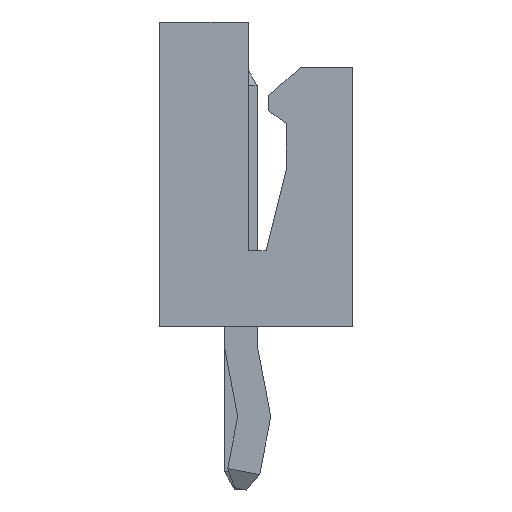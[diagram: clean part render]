
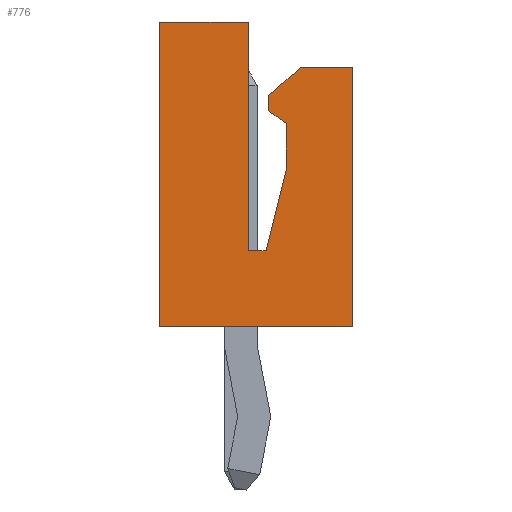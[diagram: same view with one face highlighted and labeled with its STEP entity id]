
A CAD part, left-side view. The second image highlights one B-rep face of the part: STEP entity #776.
In plain terms, the highlighted planar face has unit normal (-1, 0, 0).
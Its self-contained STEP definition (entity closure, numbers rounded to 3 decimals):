
#776 = ADVANCED_FACE( '', ( #1517 ), #1518, .T. );
#1517 = FACE_OUTER_BOUND( '', #2238, .T. );
#1518 = PLANE( '', #2239 );
#2238 = EDGE_LOOP( '', ( #4227, #4228, #4229, #4230, #4231, #4232, #4233, #4234, #4235, #4236, #4237, #4238 ) );
#2239 = AXIS2_PLACEMENT_3D( '', #4239, #4240, #4241 );
#4227 = ORIENTED_EDGE( '', *, *, #4727, .F. );
#4228 = ORIENTED_EDGE( '', *, *, #5225, .T. );
#4229 = ORIENTED_EDGE( '', *, *, #4542, .F. );
#4230 = ORIENTED_EDGE( '', *, *, #5247, .F. );
#4231 = ORIENTED_EDGE( '', *, *, #5140, .T. );
#4232 = ORIENTED_EDGE( '', *, *, #4771, .F. );
#4233 = ORIENTED_EDGE( '', *, *, #5072, .F. );
#4234 = ORIENTED_EDGE( '', *, *, #5236, .F. );
#4235 = ORIENTED_EDGE( '', *, *, #5252, .F. );
#4236 = ORIENTED_EDGE( '', *, *, #5016, .F. );
#4237 = ORIENTED_EDGE( '', *, *, #5230, .F. );
#4238 = ORIENTED_EDGE( '', *, *, #5105, .F. );
#4239 = CARTESIAN_POINT( '', ( -12.5, -1.9, -3. ) );
#4240 = DIRECTION( '', ( -1., 0., 0. ) );
#4241 = DIRECTION( '', ( 0., 0., 1. ) );
#4542 = EDGE_CURVE( '', #5460, #5462, #5463, .T. );
#4727 = EDGE_CURVE( '', #5787, #5789, #5790, .T. );
#4771 = EDGE_CURVE( '', #5855, #5857, #5858, .T. );
#5016 = EDGE_CURVE( '', #6208, #6210, #6211, .T. );
#5072 = EDGE_CURVE( '', #6280, #5855, #6282, .T. );
#5105 = EDGE_CURVE( '', #5789, #6319, #6320, .T. );
#5140 = EDGE_CURVE( '', #6365, #5857, #6366, .T. );
#5225 = EDGE_CURVE( '', #5787, #5462, #6462, .T. );
#5230 = EDGE_CURVE( '', #6319, #6208, #6467, .T. );
#5236 = EDGE_CURVE( '', #6472, #6280, #6474, .T. );
#5247 = EDGE_CURVE( '', #6365, #5460, #6486, .T. );
#5252 = EDGE_CURVE( '', #6210, #6472, #6491, .T. );
#5460 = VERTEX_POINT( '', #6782 );
#5462 = VERTEX_POINT( '', #6785 );
#5463 = LINE( '', #6786, #6787 );
#5787 = VERTEX_POINT( '', #7267 );
#5789 = VERTEX_POINT( '', #7270 );
#5790 = LINE( '', #7271, #7272 );
#5855 = VERTEX_POINT( '', #7370 );
#5857 = VERTEX_POINT( '', #7373 );
#5858 = LINE( '', #7374, #7375 );
#6208 = VERTEX_POINT( '', #7899 );
#6210 = VERTEX_POINT( '', #7902 );
#6211 = LINE( '', #7903, #7904 );
#6280 = VERTEX_POINT( '', #8008 );
#6282 = LINE( '', #8011, #8012 );
#6319 = VERTEX_POINT( '', #8073 );
#6320 = LINE( '', #8074, #8075 );
#6365 = VERTEX_POINT( '', #8145 );
#6366 = LINE( '', #8146, #8147 );
#6462 = LINE( '', #8288, #8289 );
#6467 = LINE( '', #8295, #8296 );
#6472 = VERTEX_POINT( '', #8302 );
#6474 = LINE( '', #8305, #8306 );
#6486 = LINE( '', #8320, #8321 );
#6491 = LINE( '', #8328, #8329 );
#6782 = CARTESIAN_POINT( '', ( -12.5, 1.9, -3. ) );
#6785 = CARTESIAN_POINT( '', ( -12.5, 1.9, 3. ) );
#6786 = CARTESIAN_POINT( '', ( -12.5, 1.9, -3. ) );
#6787 = VECTOR( '', #8446, 1000. );
#7267 = CARTESIAN_POINT( '', ( -12.5, 0.15, 3. ) );
#7270 = CARTESIAN_POINT( '', ( -12.5, 0.15, -1.5 ) );
#7271 = CARTESIAN_POINT( '', ( -12.5, 0.15, -1.5 ) );
#7272 = VECTOR( '', #8604, 1000. );
#7370 = CARTESIAN_POINT( '', ( -12.5, -0.87, 2.1 ) );
#7373 = CARTESIAN_POINT( '', ( -12.5, -1.9, 2.1 ) );
#7374 = CARTESIAN_POINT( '', ( -12.5, -0.87, 2.1 ) );
#7375 = VECTOR( '', #8639, 1000. );
#7899 = CARTESIAN_POINT( '', ( -12.5, -0.6, 0.1 ) );
#7902 = CARTESIAN_POINT( '', ( -12.5, -0.6, 1. ) );
#7903 = CARTESIAN_POINT( '', ( -12.5, -0.6, 1. ) );
#7904 = VECTOR( '', #8833, 1000. );
#8008 = CARTESIAN_POINT( '', ( -12.5, -0.25, 1.55 ) );
#8011 = CARTESIAN_POINT( '', ( -12.5, -0.25, 1.55 ) );
#8012 = VECTOR( '', #8876, 1000. );
#8073 = CARTESIAN_POINT( '', ( -12.5, -0.2, -1.5 ) );
#8074 = CARTESIAN_POINT( '', ( -12.5, 0.15, -1.5 ) );
#8075 = VECTOR( '', #8901, 1000. );
#8145 = CARTESIAN_POINT( '', ( -12.5, -1.9, -3. ) );
#8146 = CARTESIAN_POINT( '', ( -12.5, -1.9, -3. ) );
#8147 = VECTOR( '', #8927, 1000. );
#8288 = CARTESIAN_POINT( '', ( -12.5, -1.9, 3. ) );
#8289 = VECTOR( '', #8973, 1000. );
#8295 = CARTESIAN_POINT( '', ( -12.5, -0.2, -1.5 ) );
#8296 = VECTOR( '', #8975, 1000. );
#8302 = CARTESIAN_POINT( '', ( -12.5, -0.25, 1.25 ) );
#8305 = CARTESIAN_POINT( '', ( -12.5, -0.25, 1.55 ) );
#8306 = VECTOR( '', #8978, 1000. );
#8320 = CARTESIAN_POINT( '', ( -12.5, -1.9, -3. ) );
#8321 = VECTOR( '', #8981, 1000. );
#8328 = CARTESIAN_POINT( '', ( -12.5, -0.25, 1.25 ) );
#8329 = VECTOR( '', #8984, 1000. );
#8446 = DIRECTION( '', ( 0., 0., 1. ) );
#8604 = DIRECTION( '', ( 0., 0., -1. ) );
#8639 = DIRECTION( '', ( 0., -1., 0. ) );
#8833 = DIRECTION( '', ( 0., 0., 1. ) );
#8876 = DIRECTION( '', ( 0., -0.748, 0.664 ) );
#8901 = DIRECTION( '', ( 0., -1., 0. ) );
#8927 = DIRECTION( '', ( 0., 0., 1. ) );
#8973 = DIRECTION( '', ( 0., 1., 0. ) );
#8975 = DIRECTION( '', ( 0., -0.243, 0.97 ) );
#8978 = DIRECTION( '', ( 0., 0., 1. ) );
#8981 = DIRECTION( '', ( 0., 1., 0. ) );
#8984 = DIRECTION( '', ( 0., 0.814, 0.581 ) );
